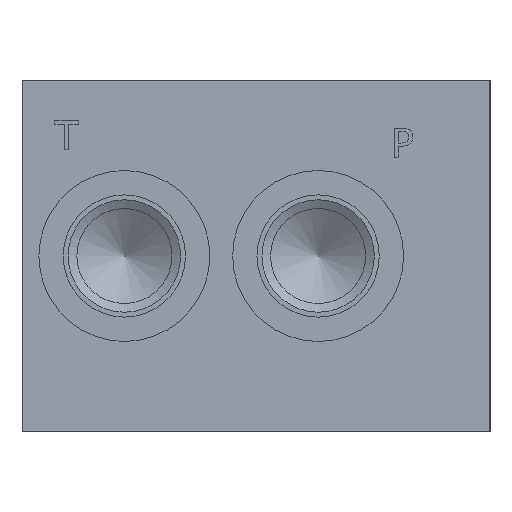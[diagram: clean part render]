
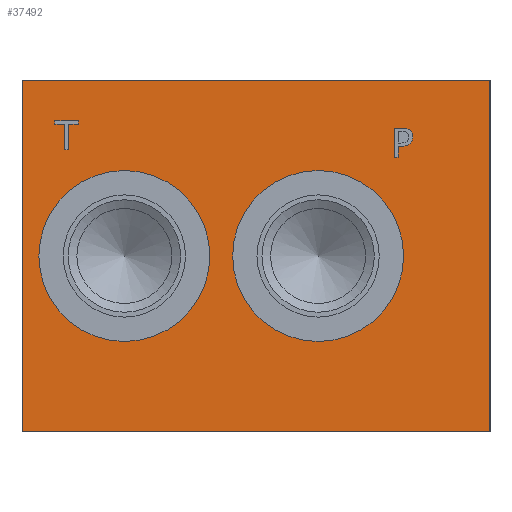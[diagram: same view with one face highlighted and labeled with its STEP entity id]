
A CAD part, left-side view. The second image highlights one B-rep face of the part: STEP entity #37492.
In plain terms, the highlighted planar face has unit normal (-1, 0, 0).
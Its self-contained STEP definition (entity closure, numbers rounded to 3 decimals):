
#508=CIRCLE('',#39325,18.555);
#509=CIRCLE('',#39326,18.555);
#510=CIRCLE('',#39327,18.555);
#511=CIRCLE('',#39328,18.555);
#1576=FACE_BOUND('',#6560,.T.);
#1577=FACE_BOUND('',#6561,.T.);
#1578=FACE_BOUND('',#6562,.T.);
#1579=FACE_BOUND('',#6563,.T.);
#2512=B_SPLINE_CURVE_WITH_KNOTS('',2,(#57709,#57710,#57711,#57712),
 .UNSPECIFIED.,.F.,.F.,(3,1,3),(0.,1.,2.),.UNSPECIFIED.);
#2514=B_SPLINE_CURVE_WITH_KNOTS('',2,(#57730,#57731,#57732,#57733),
 .UNSPECIFIED.,.F.,.F.,(3,1,3),(0.,1.,2.),.UNSPECIFIED.);
#2516=B_SPLINE_CURVE_WITH_KNOTS('',2,(#57779,#57780,#57781,#57782),
 .UNSPECIFIED.,.F.,.F.,(3,1,3),(0.,1.,2.),.UNSPECIFIED.);
#2518=B_SPLINE_CURVE_WITH_KNOTS('',2,(#57797,#57798,#57799,#57800),
 .UNSPECIFIED.,.F.,.F.,(3,1,3),(0.,1.,2.),.UNSPECIFIED.);
#4418=FACE_OUTER_BOUND('',#6559,.T.);
#6559=EDGE_LOOP('',(#27863,#27864,#27865,#27866));
#6560=EDGE_LOOP('',(#27867,#27868));
#6561=EDGE_LOOP('',(#27869,#27870));
#6562=EDGE_LOOP('',(#27871,#27872,#27873,#27874,#27875,#27876,#27877,#27878));
#6563=EDGE_LOOP('',(#27879,#27880,#27881,#27882,#27883,#27884,#27885,#27886,
#27887));
#8397=LINE('',#51777,#11558);
#8931=LINE('',#54067,#12092);
#9624=LINE('',#57742,#12785);
#9627=LINE('',#57748,#12788);
#9630=LINE('',#57754,#12791);
#9633=LINE('',#57760,#12794);
#9636=LINE('',#57766,#12797);
#9640=LINE('',#57808,#12801);
#9641=LINE('',#57809,#12802);
#9642=LINE('',#57820,#12803);
#9643=LINE('',#57822,#12804);
#9644=LINE('',#57824,#12805);
#9645=LINE('',#57826,#12806);
#9646=LINE('',#57828,#12807);
#9647=LINE('',#57830,#12808);
#9648=LINE('',#57832,#12809);
#9649=LINE('',#57833,#12810);
#11558=VECTOR('',#41656,10.);
#12092=VECTOR('',#42552,10.);
#12785=VECTOR('',#43811,10.);
#12788=VECTOR('',#43816,10.);
#12791=VECTOR('',#43821,10.);
#12794=VECTOR('',#43826,10.);
#12797=VECTOR('',#43831,10.);
#12801=VECTOR('',#43839,10.);
#12802=VECTOR('',#43840,10.);
#12803=VECTOR('',#43849,10.);
#12804=VECTOR('',#43850,10.);
#12805=VECTOR('',#43851,10.);
#12806=VECTOR('',#43852,10.);
#12807=VECTOR('',#43853,10.);
#12808=VECTOR('',#43854,10.);
#12809=VECTOR('',#43855,10.);
#12810=VECTOR('',#43856,10.);
#14765=VERTEX_POINT('',#51770);
#14768=VERTEX_POINT('',#51775);
#15375=VERTEX_POINT('',#54066);
#16052=VERTEX_POINT('',#57707);
#16053=VERTEX_POINT('',#57708);
#16056=VERTEX_POINT('',#57729);
#16058=VERTEX_POINT('',#57741);
#16060=VERTEX_POINT('',#57747);
#16062=VERTEX_POINT('',#57753);
#16064=VERTEX_POINT('',#57759);
#16066=VERTEX_POINT('',#57765);
#16068=VERTEX_POINT('',#57778);
#16070=VERTEX_POINT('',#57807);
#16071=VERTEX_POINT('',#57810);
#16072=VERTEX_POINT('',#57811);
#16073=VERTEX_POINT('',#57814);
#16074=VERTEX_POINT('',#57815);
#16075=VERTEX_POINT('',#57818);
#16076=VERTEX_POINT('',#57819);
#16077=VERTEX_POINT('',#57821);
#16078=VERTEX_POINT('',#57823);
#16079=VERTEX_POINT('',#57825);
#16080=VERTEX_POINT('',#57827);
#16081=VERTEX_POINT('',#57829);
#16082=VERTEX_POINT('',#57831);
#18727=EDGE_CURVE('',#14765,#14768,#8397,.T.);
#19489=EDGE_CURVE('',#15375,#14765,#8931,.T.);
#20479=EDGE_CURVE('',#16052,#16053,#2512,.T.);
#20483=EDGE_CURVE('',#16056,#16052,#2514,.T.);
#20486=EDGE_CURVE('',#16058,#16056,#9624,.T.);
#20489=EDGE_CURVE('',#16060,#16058,#9627,.T.);
#20492=EDGE_CURVE('',#16062,#16060,#9630,.T.);
#20495=EDGE_CURVE('',#16064,#16062,#9633,.T.);
#20498=EDGE_CURVE('',#16066,#16064,#9636,.T.);
#20501=EDGE_CURVE('',#16068,#16066,#2516,.T.);
#20504=EDGE_CURVE('',#16053,#16068,#2518,.T.);
#20506=EDGE_CURVE('',#16070,#14768,#9640,.T.);
#20507=EDGE_CURVE('',#15375,#16070,#9641,.T.);
#20508=EDGE_CURVE('',#16071,#16072,#508,.T.);
#20509=EDGE_CURVE('',#16072,#16071,#509,.T.);
#20510=EDGE_CURVE('',#16073,#16074,#510,.T.);
#20511=EDGE_CURVE('',#16074,#16073,#511,.T.);
#20512=EDGE_CURVE('',#16075,#16076,#9642,.T.);
#20513=EDGE_CURVE('',#16076,#16077,#9643,.T.);
#20514=EDGE_CURVE('',#16077,#16078,#9644,.T.);
#20515=EDGE_CURVE('',#16078,#16079,#9645,.T.);
#20516=EDGE_CURVE('',#16079,#16080,#9646,.T.);
#20517=EDGE_CURVE('',#16080,#16081,#9647,.T.);
#20518=EDGE_CURVE('',#16081,#16082,#9648,.T.);
#20519=EDGE_CURVE('',#16082,#16075,#9649,.T.);
#27863=ORIENTED_EDGE('',*,*,#19489,.T.);
#27864=ORIENTED_EDGE('',*,*,#18727,.T.);
#27865=ORIENTED_EDGE('',*,*,#20506,.F.);
#27866=ORIENTED_EDGE('',*,*,#20507,.F.);
#27867=ORIENTED_EDGE('',*,*,#20508,.T.);
#27868=ORIENTED_EDGE('',*,*,#20509,.T.);
#27869=ORIENTED_EDGE('',*,*,#20510,.T.);
#27870=ORIENTED_EDGE('',*,*,#20511,.T.);
#27871=ORIENTED_EDGE('',*,*,#20512,.T.);
#27872=ORIENTED_EDGE('',*,*,#20513,.T.);
#27873=ORIENTED_EDGE('',*,*,#20514,.T.);
#27874=ORIENTED_EDGE('',*,*,#20515,.T.);
#27875=ORIENTED_EDGE('',*,*,#20516,.T.);
#27876=ORIENTED_EDGE('',*,*,#20517,.T.);
#27877=ORIENTED_EDGE('',*,*,#20518,.T.);
#27878=ORIENTED_EDGE('',*,*,#20519,.T.);
#27879=ORIENTED_EDGE('',*,*,#20479,.T.);
#27880=ORIENTED_EDGE('',*,*,#20504,.T.);
#27881=ORIENTED_EDGE('',*,*,#20501,.T.);
#27882=ORIENTED_EDGE('',*,*,#20498,.T.);
#27883=ORIENTED_EDGE('',*,*,#20495,.T.);
#27884=ORIENTED_EDGE('',*,*,#20492,.T.);
#27885=ORIENTED_EDGE('',*,*,#20489,.T.);
#27886=ORIENTED_EDGE('',*,*,#20486,.T.);
#27887=ORIENTED_EDGE('',*,*,#20483,.T.);
#34868=PLANE('',#39324);
#37492=ADVANCED_FACE('',(#4418,#1576,#1577,#1578,#1579),#34868,.T.);
#39324=AXIS2_PLACEMENT_3D('',#57806,#43837,#43838);
#39325=AXIS2_PLACEMENT_3D('',#57812,#43841,#43842);
#39326=AXIS2_PLACEMENT_3D('',#57813,#43843,#43844);
#39327=AXIS2_PLACEMENT_3D('',#57816,#43845,#43846);
#39328=AXIS2_PLACEMENT_3D('',#57817,#43847,#43848);
#41656=DIRECTION('',(0.,0.,1.));
#42552=DIRECTION('',(0.,-1.,0.));
#43811=DIRECTION('',(0.,-1.,0.));
#43816=DIRECTION('',(0.,0.,1.));
#43821=DIRECTION('',(0.,1.,0.));
#43826=DIRECTION('',(0.,0.,-1.));
#43831=DIRECTION('',(0.,1.,0.));
#43837=DIRECTION('center_axis',(-1.,0.,0.));
#43838=DIRECTION('ref_axis',(0.,-1.,0.));
#43839=DIRECTION('',(0.,-1.,0.));
#43840=DIRECTION('',(0.,0.,1.));
#43841=DIRECTION('center_axis',(1.,0.,0.));
#43842=DIRECTION('ref_axis',(0.,0.,1.));
#43843=DIRECTION('center_axis',(1.,0.,0.));
#43844=DIRECTION('ref_axis',(0.,0.,1.));
#43845=DIRECTION('center_axis',(1.,0.,0.));
#43846=DIRECTION('ref_axis',(0.,0.,1.));
#43847=DIRECTION('center_axis',(1.,0.,0.));
#43848=DIRECTION('ref_axis',(0.,0.,1.));
#43849=DIRECTION('',(0.,1.,0.));
#43850=DIRECTION('',(0.,0.,1.));
#43851=DIRECTION('',(0.,1.,0.));
#43852=DIRECTION('',(0.,0.,1.));
#43853=DIRECTION('',(0.,-1.,0.));
#43854=DIRECTION('',(0.,0.,-1.));
#43855=DIRECTION('',(0.,1.,0.));
#43856=DIRECTION('',(0.,0.,-1.));
#51770=CARTESIAN_POINT('',(0.,0.,0.));
#51775=CARTESIAN_POINT('',(0.,0.,76.2));
#51777=CARTESIAN_POINT('',(0.,0.,0.));
#54066=CARTESIAN_POINT('',(0.,101.6,0.));
#54067=CARTESIAN_POINT('',(0.,101.6,0.));
#57707=CARTESIAN_POINT('',(0.,17.531,65.485));
#57708=CARTESIAN_POINT('',(0.,16.774,63.967));
#57709=CARTESIAN_POINT('Ctrl Pts',(0.,17.531,65.485));
#57710=CARTESIAN_POINT('Ctrl Pts',(0.,17.176,65.243));
#57711=CARTESIAN_POINT('Ctrl Pts',(0.,16.774,64.497));
#57712=CARTESIAN_POINT('Ctrl Pts',(0.,16.774,63.967));
#57729=CARTESIAN_POINT('',(0.,19.193,65.881));
#57730=CARTESIAN_POINT('Ctrl Pts',(0.,19.193,65.881));
#57731=CARTESIAN_POINT('Ctrl Pts',(0.,18.627,65.881));
#57732=CARTESIAN_POINT('Ctrl Pts',(0.,17.834,65.696));
#57733=CARTESIAN_POINT('Ctrl Pts',(0.,17.531,65.485));
#57741=CARTESIAN_POINT('',(0.,20.788,65.881));
#57742=CARTESIAN_POINT('',(0.,61.194,65.881));
#57747=CARTESIAN_POINT('',(0.,20.788,59.531));
#57748=CARTESIAN_POINT('',(0.,20.788,29.766));
#57753=CARTESIAN_POINT('',(0.,19.944,59.531));
#57754=CARTESIAN_POINT('',(0.,60.772,59.531));
#57759=CARTESIAN_POINT('',(0.,19.944,61.898));
#57760=CARTESIAN_POINT('',(0.,19.944,30.949));
#57765=CARTESIAN_POINT('',(0.,19.229,61.898));
#57766=CARTESIAN_POINT('',(0.,60.414,61.898));
#57778=CARTESIAN_POINT('',(0.,17.33,62.557));
#57779=CARTESIAN_POINT('Ctrl Pts',(0.,17.33,62.557));
#57780=CARTESIAN_POINT('Ctrl Pts',(0.,17.659,62.233));
#57781=CARTESIAN_POINT('Ctrl Pts',(0.,18.55,61.898));
#57782=CARTESIAN_POINT('Ctrl Pts',(0.,19.229,61.898));
#57797=CARTESIAN_POINT('Ctrl Pts',(0.,16.774,63.967));
#57798=CARTESIAN_POINT('Ctrl Pts',(0.,16.774,63.555));
#57799=CARTESIAN_POINT('Ctrl Pts',(0.,17.068,62.814));
#57800=CARTESIAN_POINT('Ctrl Pts',(0.,17.33,62.557));
#57806=CARTESIAN_POINT('Origin',(0.,101.6,0.));
#57807=CARTESIAN_POINT('',(0.,101.6,76.2));
#57808=CARTESIAN_POINT('',(0.,101.6,76.2));
#57809=CARTESIAN_POINT('',(0.,101.6,0.));
#57810=CARTESIAN_POINT('',(0.,79.375,56.655));
#57811=CARTESIAN_POINT('',(0.,79.375,19.545));
#57812=CARTESIAN_POINT('Origin',(0.,79.375,38.1));
#57813=CARTESIAN_POINT('Origin',(0.,79.375,38.1));
#57814=CARTESIAN_POINT('',(0.,37.313,56.655));
#57815=CARTESIAN_POINT('',(0.,37.313,19.545));
#57816=CARTESIAN_POINT('Origin',(0.,37.313,38.1));
#57817=CARTESIAN_POINT('Origin',(0.,37.313,38.1));
#57818=CARTESIAN_POINT('',(0.,91.487,61.119));
#57819=CARTESIAN_POINT('',(0.,92.331,61.119));
#57820=CARTESIAN_POINT('',(0.,96.544,61.119));
#57821=CARTESIAN_POINT('',(0.,92.331,66.717));
#57822=CARTESIAN_POINT('',(0.,92.331,30.559));
#57823=CARTESIAN_POINT('',(0.,94.461,66.717));
#57824=CARTESIAN_POINT('',(0.,96.966,66.717));
#57825=CARTESIAN_POINT('',(0.,94.461,67.469));
#57826=CARTESIAN_POINT('',(0.,94.461,33.359));
#57827=CARTESIAN_POINT('',(0.,89.357,67.469));
#57828=CARTESIAN_POINT('',(0.,98.031,67.469));
#57829=CARTESIAN_POINT('',(0.,89.357,66.717));
#57830=CARTESIAN_POINT('',(0.,89.357,33.734));
#57831=CARTESIAN_POINT('',(0.,91.487,66.717));
#57832=CARTESIAN_POINT('',(0.,95.478,66.717));
#57833=CARTESIAN_POINT('',(0.,91.487,33.359));
